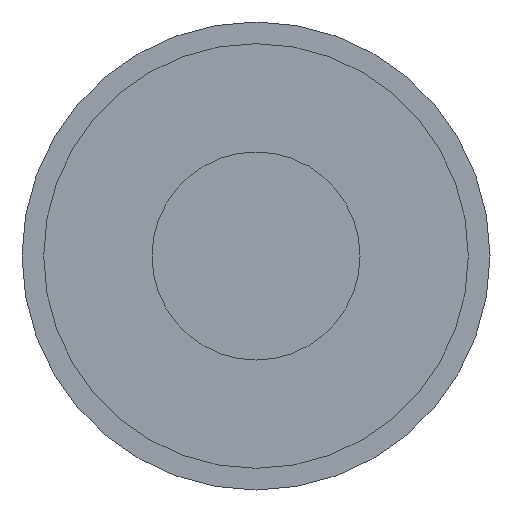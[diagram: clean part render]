
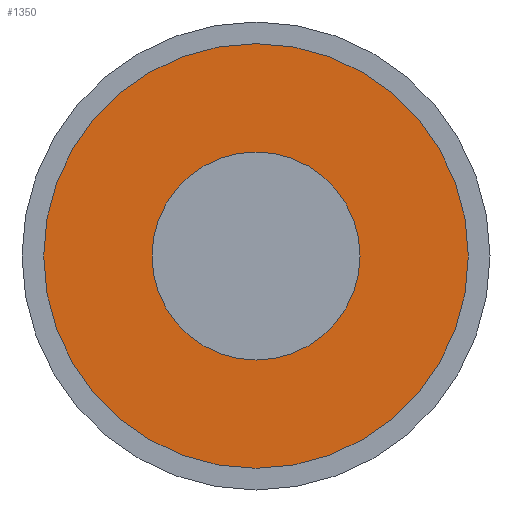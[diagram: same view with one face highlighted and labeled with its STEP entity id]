
A CAD part, left-side view. The second image highlights one B-rep face of the part: STEP entity #1350.
In plain terms, the highlighted planar face has unit normal (-1, 0, 0).
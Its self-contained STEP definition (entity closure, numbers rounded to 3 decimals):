
#372 = CARTESIAN_POINT ( 'NONE',  ( -4., -2.45, 0. ) ) ;
#374 = CARTESIAN_POINT ( 'NONE',  ( -4., 2.45, 0. ) ) ;
#497 = CARTESIAN_POINT ( 'NONE',  ( -4., 1.2, 0. ) ) ;
#500 = CARTESIAN_POINT ( 'NONE',  ( -4., -1.2, 0. ) ) ;
#1350 = ADVANCED_FACE ( 'NONE', ( #11431, #5862 ), #4625, .F. ) ;
#3054 = CIRCLE ( 'NONE', #5835, 2.45 ) ;
#3062 = CIRCLE ( 'NONE', #7196, 2.45 ) ;
#3173 = CIRCLE ( 'NONE', #7194, 1.2 ) ;
#3174 = CIRCLE ( 'NONE', #7185, 1.2 ) ;
#3361 = EDGE_CURVE ( 'NONE', #4016, #4014, #3054, .T. ) ;
#4014 = VERTEX_POINT ( 'NONE', #372 ) ;
#4016 = VERTEX_POINT ( 'NONE', #374 ) ;
#4625 = PLANE ( 'NONE',  #5888 ) ;
#4626 = CARTESIAN_POINT ( 'NONE',  ( -4., 0., 0. ) ) ;
#4627 = DIRECTION ( 'NONE',  ( 1., 0., 0. ) ) ;
#4628 = DIRECTION ( 'NONE',  ( 0., 1., 0. ) ) ;
#5835 = AXIS2_PLACEMENT_3D ( 'NONE', #10925, #10932, #10933 ) ;
#5862 = FACE_BOUND ( 'NONE', #6815, .T. ) ;
#5888 = AXIS2_PLACEMENT_3D ( 'NONE', #4626, #4627, #4628 ) ;
#6353 = ORIENTED_EDGE ( 'NONE', *, *, #3361, .F. ) ;
#6354 = ORIENTED_EDGE ( 'NONE', *, *, #12265, .F. ) ;
#6355 = ORIENTED_EDGE ( 'NONE', *, *, #12264, .T. ) ;
#6356 = ORIENTED_EDGE ( 'NONE', *, *, #12257, .T. ) ;
#6558 = VERTEX_POINT ( 'NONE', #497 ) ;
#6561 = VERTEX_POINT ( 'NONE', #500 ) ;
#6814 = EDGE_LOOP ( 'NONE', ( #6353, #6354 ) ) ;
#6815 = EDGE_LOOP ( 'NONE', ( #6356, #6355 ) ) ;
#7185 = AXIS2_PLACEMENT_3D ( 'NONE', #11127, #11128, #11129 ) ;
#7194 = AXIS2_PLACEMENT_3D ( 'NONE', #11106, #11107, #11108 ) ;
#7196 = AXIS2_PLACEMENT_3D ( 'NONE', #11130, #11131, #11132 ) ;
#10925 = CARTESIAN_POINT ( 'NONE',  ( -4., 0., 0. ) ) ;
#10932 = DIRECTION ( 'NONE',  ( 1., 0., 0. ) ) ;
#10933 = DIRECTION ( 'NONE',  ( 0., 1., 0. ) ) ;
#11106 = CARTESIAN_POINT ( 'NONE',  ( -4., 0., 0. ) ) ;
#11107 = DIRECTION ( 'NONE',  ( 1., 0., 0. ) ) ;
#11108 = DIRECTION ( 'NONE',  ( 0., 1., 0. ) ) ;
#11127 = CARTESIAN_POINT ( 'NONE',  ( -4., 0., 0. ) ) ;
#11128 = DIRECTION ( 'NONE',  ( 1., 0., 0. ) ) ;
#11129 = DIRECTION ( 'NONE',  ( 0., 1., 0. ) ) ;
#11130 = CARTESIAN_POINT ( 'NONE',  ( -4., 0., 0. ) ) ;
#11131 = DIRECTION ( 'NONE',  ( 1., 0., 0. ) ) ;
#11132 = DIRECTION ( 'NONE',  ( 0., 1., 0. ) ) ;
#11431 = FACE_OUTER_BOUND ( 'NONE', #6814, .T. ) ;
#12257 = EDGE_CURVE ( 'NONE', #6558, #6561, #3173, .T. ) ;
#12264 = EDGE_CURVE ( 'NONE', #6561, #6558, #3174, .T. ) ;
#12265 = EDGE_CURVE ( 'NONE', #4014, #4016, #3062, .T. ) ;
